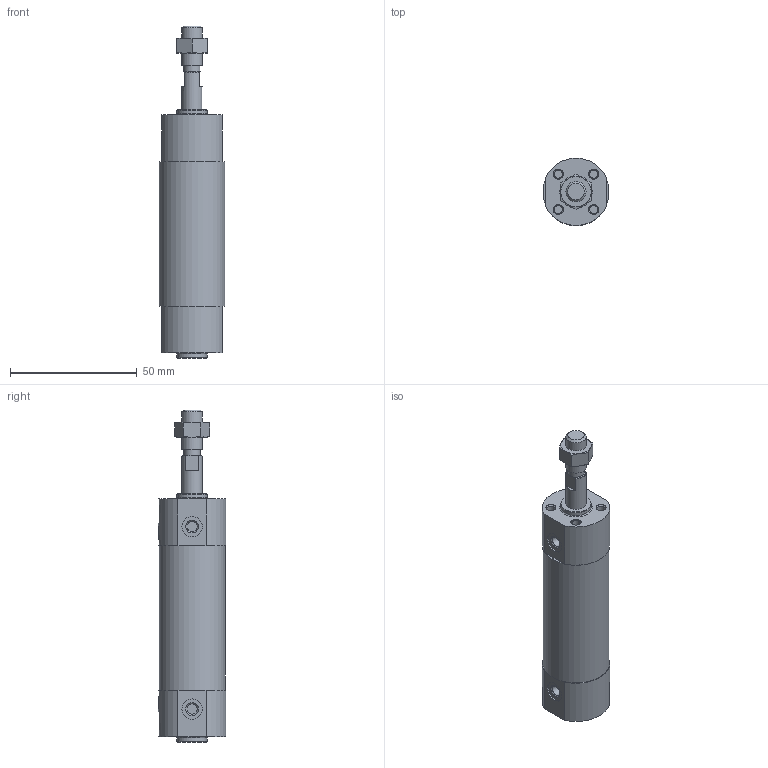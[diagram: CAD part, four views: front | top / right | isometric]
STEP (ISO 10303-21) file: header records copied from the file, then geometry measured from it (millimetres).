
FILE_DESCRIPTION( ( 'STEP AP203' ), '1' );
FILE_NAME( 'EG2025-M()0.stp', '2021-10-12T02:08:20', ( 'License CC BY-ND 4.0' ), ( 'CADENAS' ), ' ', 'PARTsolutions', ' ' );
FILE_SCHEMA( ( 'CONFIG_CONTROL_DESIGN' ) );
Length unit declared in the file: millimetre
Products named in the file (3): EG2025-M()0; _EG2025-M0()_body; _EG2025-M0_rod
Assembly tree (2 placements, depth 2):
  EG2025-M()0
    _EG2025-M0()_body
    _EG2025-M0_rod
Bounding box: 25.92 x 26.45 x 131 mm (x, y, z)
Volume: 56525.3 mm3; surface area: 18695.6 mm2
Topology: 2 solids, 2 shells, 121 faces, 232 edges, 141 vertices
Faces by surface type: plane 56, cylinder 32, cone 31, torus 2
Full cylindrical faces by diameter (mm): 3.242 x8, 4.134 x6, 6.466 x1, 8 x8, 12 x2, 13.333 x1, 20 x1, 26 x1
Entity records: 3010 total; most frequent: CARTESIAN_POINT 644, DIRECTION 504, ORIENTED_EDGE 358, AXIS2_PLACEMENT_3D 231, EDGE_LOOP 194, EDGE_CURVE 179, FACE_OUTER_BOUND 151, VERTEX_POINT 135
